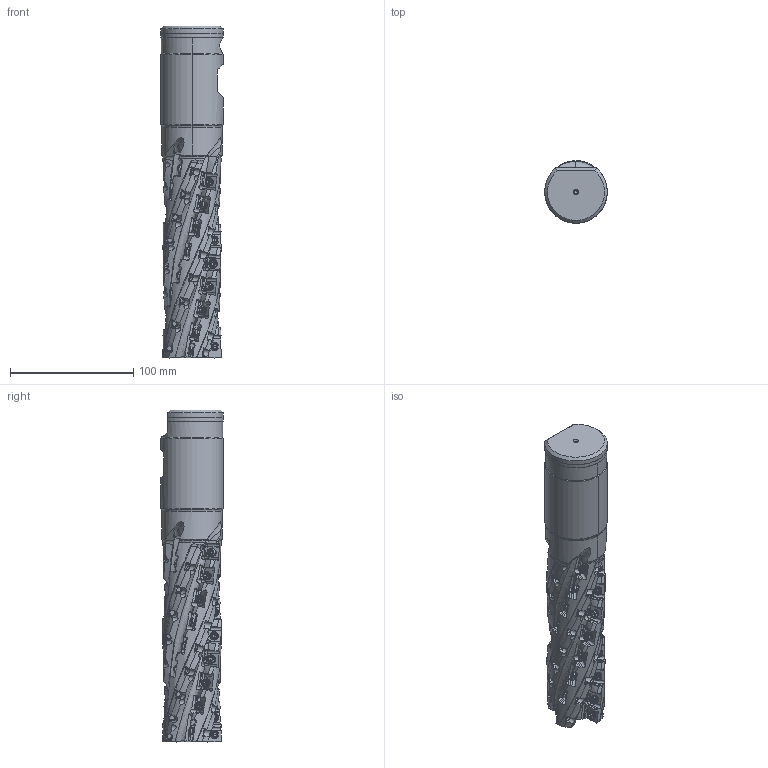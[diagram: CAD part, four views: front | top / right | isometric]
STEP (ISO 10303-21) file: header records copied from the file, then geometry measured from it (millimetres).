
FILE_DESCRIPTION((''),'2;1');
FILE_NAME('SPX4R05034WNM_ASM','2021-08-06T14:12:55',('tlyw01'),('PTC Japan'),'CREO PARAMETRIC BY PTC INC, 2018500','CREO PARAMETRIC BY PTC INC, 2018500','');
FILE_SCHEMA(('AUTOMOTIVE_DESIGN { 1 0 10303 214 1 1 1 1 }'));
Products named in the file (36): SPX4R05034WNM_1; SPX4R05034WNM_2; SPX4R05034WNM_3; SPX4R05034WNM_4; SPX4R05034WNM_5; SPX4R05034WNM_6; SPX4R05034WNM_7; SPX4R05034WNM_8; SPX4R05034WNM_9; SPX4R05034WNM_10; SPX4R05034WNM_11; SPX4R05034WNM_12; SPX4R05034WNM_13; SPX4R05034WNM_14; SPX4R05034WNM_15; SPX4R05034WNM_16; SPX4R05034WNM_17; SPX4R05034WNM_18; SPX4R05034WNM_19; SPX4R05034WNM_20; SPX4R05034WNM_21; SPX4R05034WNM_22; SPX4R05034WNM_23; SPX4R05034WNM_24; SPX4R05034WNM_25; SPX4R05034WNM_26; SPX4R05034WNM_27; SPX4R05034WNM_28; SPX4R05034WNM_29; SPX4R05034WNM_30; SPX4R05034WNM_31; SPX4R05034WNM_32; SPX4R05034WNM_33; SPX4R05034WNM_34; SPX4R05034WNM_35; SPX4R05034WNM_ASM
Assembly tree (35 placements, depth 2):
  SPX4R05034WNM_ASM
    SPX4R05034WNM_1
    SPX4R05034WNM_2
    SPX4R05034WNM_3
    SPX4R05034WNM_4
    SPX4R05034WNM_5
    SPX4R05034WNM_6
    SPX4R05034WNM_7
    SPX4R05034WNM_8
    SPX4R05034WNM_9
    SPX4R05034WNM_10
    SPX4R05034WNM_11
    SPX4R05034WNM_12
    SPX4R05034WNM_13
    SPX4R05034WNM_14
    SPX4R05034WNM_15
    SPX4R05034WNM_16
    SPX4R05034WNM_17
    SPX4R05034WNM_18
    SPX4R05034WNM_19
    SPX4R05034WNM_20
    SPX4R05034WNM_21
    SPX4R05034WNM_22
    SPX4R05034WNM_23
    SPX4R05034WNM_24
    SPX4R05034WNM_25
    SPX4R05034WNM_26
    SPX4R05034WNM_27
    SPX4R05034WNM_28
    SPX4R05034WNM_29
    SPX4R05034WNM_30
    SPX4R05034WNM_31
    SPX4R05034WNM_32
    SPX4R05034WNM_33
    SPX4R05034WNM_34
    SPX4R05034WNM_35
Bounding box: 50.8 x 50.8 x 269.53 mm (x, y, z)
Volume: 380520.9 mm3; surface area: 69360.9 mm2
Topology: 35 solids, 35 shells, 2873 faces, 8640 edges, 5708 vertices
Faces by surface type: cylinder 1375, plane 597, torus 336, cone 298, bspline 132, sphere 132, extrusion 3
Entity records: 164929 total; most frequent: CARTESIAN_POINT 63148, ORIENTED_EDGE 17016, DIRECTION 14203, PRESENTATION_STYLE_ASSIGNMENT 8580, STYLED_ITEM 8580, CURVE_STYLE 8545, EDGE_CURVE 8508, AXIS2_PLACEMENT_3D 5962
